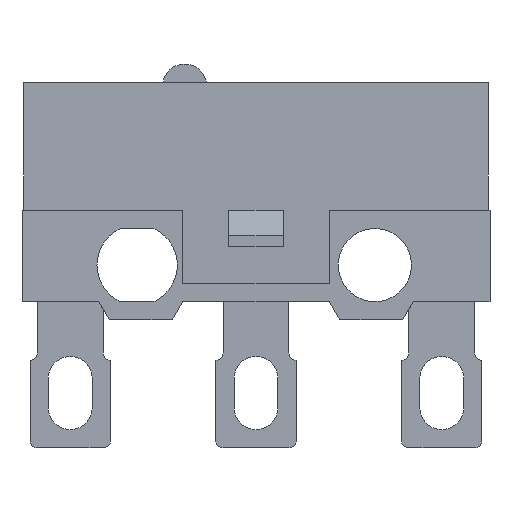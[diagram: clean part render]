
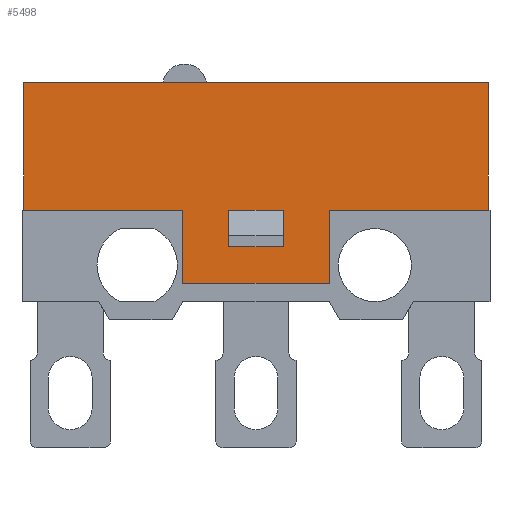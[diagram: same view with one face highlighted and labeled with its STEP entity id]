
A CAD part, front view. The second image highlights one B-rep face of the part: STEP entity #5498.
In plain terms, the highlighted planar face has unit normal (0, -1, 0).
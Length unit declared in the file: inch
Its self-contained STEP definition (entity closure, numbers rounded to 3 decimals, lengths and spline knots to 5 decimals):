
#2639=CARTESIAN_POINT('',(0.02953,-0.1122,-0.0248));
#2640=VERTEX_POINT('',#2639);
#2641=CARTESIAN_POINT('',(0.02953,-0.1122,-0.03937));
#2642=VERTEX_POINT('',#2641);
#2643=CARTESIAN_POINT('',(0.02953,-0.1122,-0.0248));
#2644=DIRECTION('',(0.0,0.0,-1.0));
#2645=VECTOR('',#2644,0.01457);
#2646=LINE('',#2643,#2645);
#2647=EDGE_CURVE('',#2640,#2642,#2646,.T.);
#2679=CARTESIAN_POINT('',(0.07874,-0.1122,0.0));
#2680=VERTEX_POINT('',#2679);
#2681=CARTESIAN_POINT('',(0.07874,-0.1122,-0.07874));
#2682=VERTEX_POINT('',#2681);
#2683=CARTESIAN_POINT('',(0.07874,-0.1122,0.0));
#2684=DIRECTION('',(0.0,0.0,-1.0));
#2685=VECTOR('',#2684,0.07874);
#2686=LINE('',#2683,#2685);
#2687=EDGE_CURVE('',#2680,#2682,#2686,.T.);
#2719=CARTESIAN_POINT('',(-0.07874,-0.1122,-0.07874));
#2720=VERTEX_POINT('',#2719);
#2721=CARTESIAN_POINT('',(-0.07874,-0.1122,-0.07874));
#2722=DIRECTION('',(1.0,0.0,0.0));
#2723=VECTOR('',#2722,0.15748);
#2724=LINE('',#2721,#2723);
#2725=EDGE_CURVE('',#2720,#2682,#2724,.T.);
#2750=CARTESIAN_POINT('',(-0.07874,-0.1122,0.0));
#2751=VERTEX_POINT('',#2750);
#2752=CARTESIAN_POINT('',(-0.07874,-0.1122,0.0));
#2753=DIRECTION('',(0.0,0.0,-1.0));
#2754=VECTOR('',#2753,0.07874);
#2755=LINE('',#2752,#2754);
#2756=EDGE_CURVE('',#2751,#2720,#2755,.T.);
#2822=CARTESIAN_POINT('',(-0.25,-0.1122,0.0));
#2823=VERTEX_POINT('',#2822);
#2824=CARTESIAN_POINT('',(-0.25,-0.1122,0.0));
#2825=DIRECTION('',(1.0,0.0,0.0));
#2826=VECTOR('',#2825,0.17126);
#2827=LINE('',#2824,#2826);
#2828=EDGE_CURVE('',#2823,#2751,#2827,.T.);
#2854=CARTESIAN_POINT('',(0.25,-0.1122,0.0));
#2855=VERTEX_POINT('',#2854);
#2862=CARTESIAN_POINT('',(0.07874,-0.1122,0.0));
#2863=DIRECTION('',(1.0,0.0,0.0));
#2864=VECTOR('',#2863,0.17126);
#2865=LINE('',#2862,#2864);
#2866=EDGE_CURVE('',#2680,#2855,#2865,.T.);
#3154=CARTESIAN_POINT('',(-0.02953,-0.1122,-0.03937));
#3155=VERTEX_POINT('',#3154);
#3156=CARTESIAN_POINT('',(-0.02953,-0.1122,-0.0248));
#3157=VERTEX_POINT('',#3156);
#3158=CARTESIAN_POINT('',(-0.02953,-0.1122,-0.03937));
#3159=DIRECTION('',(0.0,0.0,1.0));
#3160=VECTOR('',#3159,0.01457);
#3161=LINE('',#3158,#3160);
#3162=EDGE_CURVE('',#3155,#3157,#3161,.T.);
#3194=CARTESIAN_POINT('',(0.02953,-0.1122,-0.03937));
#3195=DIRECTION('',(-1.0,0.0,0.0));
#3196=VECTOR('',#3195,0.05906);
#3197=LINE('',#3194,#3196);
#3198=EDGE_CURVE('',#2642,#3155,#3197,.T.);
#3920=CARTESIAN_POINT('',(0.02953,-0.1122,0.0));
#3921=VERTEX_POINT('',#3920);
#3922=CARTESIAN_POINT('',(0.02953,-0.1122,0.0));
#3923=DIRECTION('',(0.0,0.0,-1.0));
#3924=VECTOR('',#3923,0.0248);
#3925=LINE('',#3922,#3924);
#3926=EDGE_CURVE('',#3921,#2640,#3925,.T.);
#3967=CARTESIAN_POINT('',(-0.02953,-0.1122,0.0));
#3968=VERTEX_POINT('',#3967);
#3975=CARTESIAN_POINT('',(-0.02953,-0.1122,-0.0248));
#3976=DIRECTION('',(0.0,0.0,1.0));
#3977=VECTOR('',#3976,0.0248);
#3978=LINE('',#3975,#3977);
#3979=EDGE_CURVE('',#3157,#3968,#3978,.T.);
#4121=CARTESIAN_POINT('',(-0.02953,-0.1122,0.0));
#4122=DIRECTION('',(1.0,0.0,0.0));
#4123=VECTOR('',#4122,0.05906);
#4124=LINE('',#4121,#4123);
#4125=EDGE_CURVE('',#3968,#3921,#4124,.T.);
#5384=CARTESIAN_POINT('',(-0.25,-0.1122,0.1378));
#5385=VERTEX_POINT('',#5384);
#5401=CARTESIAN_POINT('',(-0.25,-0.1122,0.0));
#5402=DIRECTION('',(0.0,0.0,1.0));
#5403=VECTOR('',#5402,0.1378);
#5404=LINE('',#5401,#5403);
#5405=EDGE_CURVE('',#2823,#5385,#5404,.T.);
#5451=CARTESIAN_POINT('',(0.25,-0.1122,0.1378));
#5452=VERTEX_POINT('',#5451);
#5459=CARTESIAN_POINT('',(0.25,-0.1122,0.0));
#5460=DIRECTION('',(0.0,0.0,1.0));
#5461=VECTOR('',#5460,0.1378);
#5462=LINE('',#5459,#5461);
#5463=EDGE_CURVE('',#2855,#5452,#5462,.T.);
#5470=CARTESIAN_POINT('',(-0.275,-0.1122,0.14862));
#5471=DIRECTION('',(0.0,-1.0,0.0));
#5472=DIRECTION('',(0.0,0.0,-1.0));
#5473=AXIS2_PLACEMENT_3D('',#5470,#5471,#5472);
#5474=PLANE('',#5473);
#5475=CARTESIAN_POINT('',(0.25,-0.1122,0.1378));
#5476=DIRECTION('',(-1.0,0.0,0.0));
#5477=VECTOR('',#5476,0.5);
#5478=LINE('',#5475,#5477);
#5479=EDGE_CURVE('',#5452,#5385,#5478,.T.);
#5480=ORIENTED_EDGE('',*,*,#5479,.T.);
#5481=ORIENTED_EDGE('',*,*,#5405,.F.);
#5482=ORIENTED_EDGE('',*,*,#2828,.T.);
#5483=ORIENTED_EDGE('',*,*,#2756,.T.);
#5484=ORIENTED_EDGE('',*,*,#2725,.T.);
#5485=ORIENTED_EDGE('',*,*,#2687,.F.);
#5486=ORIENTED_EDGE('',*,*,#2866,.T.);
#5487=ORIENTED_EDGE('',*,*,#5463,.T.);
#5488=EDGE_LOOP('',(#5480,#5481,#5482,#5483,#5484,#5485,#5486,#5487));
#5489=FACE_OUTER_BOUND('',#5488,.T.);
#5490=ORIENTED_EDGE('',*,*,#3162,.T.);
#5491=ORIENTED_EDGE('',*,*,#3979,.T.);
#5492=ORIENTED_EDGE('',*,*,#4125,.T.);
#5493=ORIENTED_EDGE('',*,*,#3926,.T.);
#5494=ORIENTED_EDGE('',*,*,#2647,.T.);
#5495=ORIENTED_EDGE('',*,*,#3198,.T.);
#5496=EDGE_LOOP('',(#5490,#5491,#5492,#5493,#5494,#5495));
#5497=FACE_BOUND('',#5496,.T.);
#5498=ADVANCED_FACE('',(#5489,#5497),#5474,.T.);
